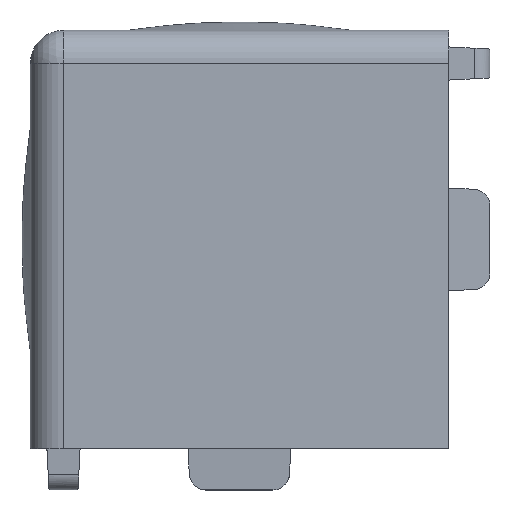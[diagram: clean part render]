
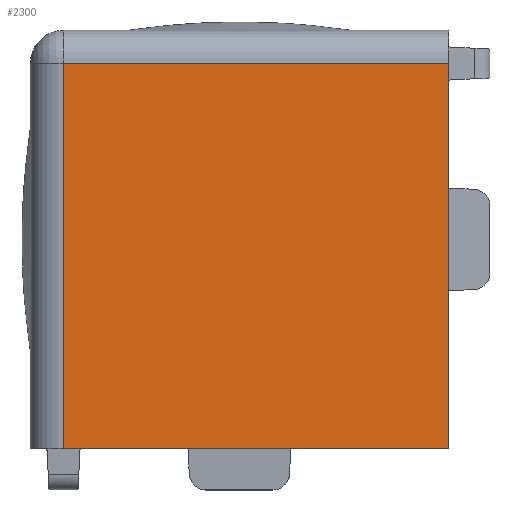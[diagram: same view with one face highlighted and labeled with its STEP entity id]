
A CAD part, left-side view. The second image highlights one B-rep face of the part: STEP entity #2300.
In plain terms, the highlighted planar face has unit normal (-1, 0, 0).
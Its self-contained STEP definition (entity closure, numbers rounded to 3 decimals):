
#115 = VERTEX_POINT ( 'NONE', #1232 ) ;
#325 = FACE_OUTER_BOUND ( 'NONE', #4573, .T. ) ;
#345 = CARTESIAN_POINT ( 'NONE',  ( -4.301, 3.074, 6.149 ) ) ;
#519 = VERTEX_POINT ( 'NONE', #697 ) ;
#697 = CARTESIAN_POINT ( 'NONE',  ( -4.301, 26.274, 6.149 ) ) ;
#1060 = DIRECTION ( 'NONE',  ( 0., 1., 0. ) ) ;
#1232 = CARTESIAN_POINT ( 'NONE',  ( -4.301, 3.074, 29.349 ) ) ;
#1613 = CARTESIAN_POINT ( 'NONE',  ( -4.301, 26.274, 29.349 ) ) ;
#1684 = CARTESIAN_POINT ( 'NONE',  ( -4.301, 28.274, 29.349 ) ) ;
#2158 = EDGE_CURVE ( 'NONE', #7966, #519, #3058, .T. ) ;
#2177 = AXIS2_PLACEMENT_3D ( 'NONE', #5530, #4217, #6756 ) ;
#2300 = ADVANCED_FACE ( 'NONE', ( #325 ), #2919, .F. ) ;
#2385 = VERTEX_POINT ( 'NONE', #345 ) ;
#2493 = CARTESIAN_POINT ( 'NONE',  ( -4.301, 26.274, 6.149 ) ) ;
#2585 = CARTESIAN_POINT ( 'NONE',  ( -4.301, 28.274, 6.149 ) ) ;
#2919 = PLANE ( 'NONE',  #2177 ) ;
#2979 = EDGE_CURVE ( 'NONE', #2385, #115, #7399, .T. ) ;
#3058 = LINE ( 'NONE', #2493, #5985 ) ;
#3251 = EDGE_CURVE ( 'NONE', #519, #2385, #3958, .T. ) ;
#3958 = LINE ( 'NONE', #2585, #8216 ) ;
#4217 = DIRECTION ( 'NONE',  ( 1., 0., 0. ) ) ;
#4573 = EDGE_LOOP ( 'NONE', ( #7598, #4712, #6022, #7077 ) ) ;
#4712 = ORIENTED_EDGE ( 'NONE', *, *, #2158, .T. ) ;
#5205 = DIRECTION ( 'NONE',  ( 0., -1., 0. ) ) ;
#5424 = DIRECTION ( 'NONE',  ( 0., 0., 1. ) ) ;
#5530 = CARTESIAN_POINT ( 'NONE',  ( -4.301, 28.274, 31.349 ) ) ;
#5985 = VECTOR ( 'NONE', #8286, 1000. ) ;
#6022 = ORIENTED_EDGE ( 'NONE', *, *, #3251, .T. ) ;
#6066 = CARTESIAN_POINT ( 'NONE',  ( -4.301, 3.074, 31.349 ) ) ;
#6212 = LINE ( 'NONE', #1684, #6463 ) ;
#6463 = VECTOR ( 'NONE', #1060, 1000. ) ;
#6553 = VECTOR ( 'NONE', #5424, 1000. ) ;
#6756 = DIRECTION ( 'NONE',  ( 0., -1., 0. ) ) ;
#7077 = ORIENTED_EDGE ( 'NONE', *, *, #2979, .T. ) ;
#7399 = LINE ( 'NONE', #6066, #6553 ) ;
#7598 = ORIENTED_EDGE ( 'NONE', *, *, #8122, .T. ) ;
#7966 = VERTEX_POINT ( 'NONE', #1613 ) ;
#8122 = EDGE_CURVE ( 'NONE', #115, #7966, #6212, .T. ) ;
#8216 = VECTOR ( 'NONE', #5205, 1000. ) ;
#8286 = DIRECTION ( 'NONE',  ( 0., 0., -1. ) ) ;
